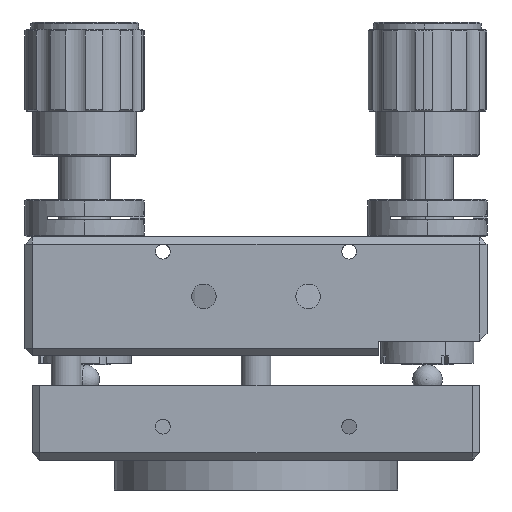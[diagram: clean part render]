
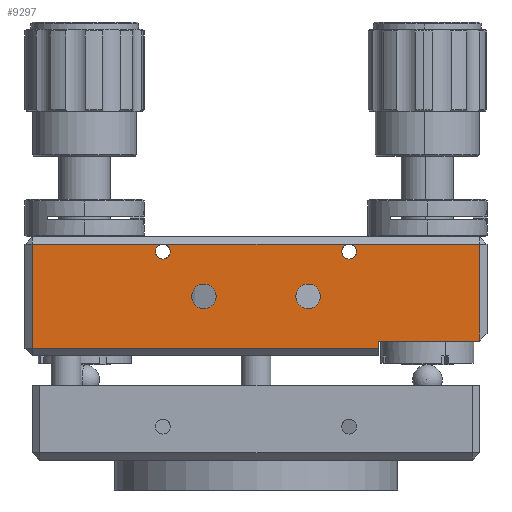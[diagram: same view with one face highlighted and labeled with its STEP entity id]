
A CAD part, front view. The second image highlights one B-rep face of the part: STEP entity #9297.
In plain terms, the highlighted planar face has unit normal (0, -1, 0).
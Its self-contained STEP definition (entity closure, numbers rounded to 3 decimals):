
#31 = EDGE_CURVE ( 'NONE', #4227, #7171, #1858, .T. ) ;
#166 = AXIS2_PLACEMENT_3D ( 'NONE', #170, #13967, #3928 ) ;
#170 = CARTESIAN_POINT ( 'NONE',  ( -31., -31., 8. ) ) ;
#223 = ORIENTED_EDGE ( 'NONE', *, *, #3727, .F. ) ;
#270 = LINE ( 'NONE', #10091, #9677 ) ;
#408 = DIRECTION ( 'NONE',  ( 0., 0., -1. ) ) ;
#646 = ORIENTED_EDGE ( 'NONE', *, *, #11786, .T. ) ;
#699 = EDGE_CURVE ( 'NONE', #13337, #15357, #6701, .T. ) ;
#724 = CIRCLE ( 'NONE', #5539, 1. ) ;
#745 = EDGE_CURVE ( 'NONE', #1275, #13337, #270, .T. ) ;
#758 = LINE ( 'NONE', #14961, #6996 ) ;
#972 = DIRECTION ( 'NONE',  ( 0., 0., -1. ) ) ;
#1007 = CARTESIAN_POINT ( 'NONE',  ( -7., -31., 0. ) ) ;
#1164 = DIRECTION ( 'NONE',  ( 0., -1., 0. ) ) ;
#1218 = VERTEX_POINT ( 'NONE', #15637 ) ;
#1229 = ORIENTED_EDGE ( 'NONE', *, *, #12959, .F. ) ;
#1265 = VECTOR ( 'NONE', #3899, 1000. ) ;
#1275 = VERTEX_POINT ( 'NONE', #5444 ) ;
#1317 = ORIENTED_EDGE ( 'NONE', *, *, #8474, .F. ) ;
#1402 = CIRCLE ( 'NONE', #14896, 1.65 ) ;
#1849 = VERTEX_POINT ( 'NONE', #14938 ) ;
#1858 = CIRCLE ( 'NONE', #3495, 1.65 ) ;
#1997 = DIRECTION ( 'NONE',  ( 0., 0., -1. ) ) ;
#2343 = CIRCLE ( 'NONE', #11874, 1. ) ;
#2357 = ORIENTED_EDGE ( 'NONE', *, *, #6155, .T. ) ;
#2576 = DIRECTION ( 'NONE',  ( 0., 0., -1. ) ) ;
#2823 = CARTESIAN_POINT ( 'NONE',  ( -12.5, -31., 6. ) ) ;
#3003 = LINE ( 'NONE', #12479, #16166 ) ;
#3143 = LINE ( 'NONE', #16207, #5477 ) ;
#3405 = VERTEX_POINT ( 'NONE', #11314 ) ;
#3482 = CARTESIAN_POINT ( 'NONE',  ( -7., -31., 1.65 ) ) ;
#3495 = AXIS2_PLACEMENT_3D ( 'NONE', #12094, #13359, #972 ) ;
#3642 = EDGE_LOOP ( 'NONE', ( #7735, #9167 ) ) ;
#3727 = EDGE_CURVE ( 'NONE', #3799, #12653, #12120, .T. ) ;
#3768 = CARTESIAN_POINT ( 'NONE',  ( 7., -31., 1.65 ) ) ;
#3787 = DIRECTION ( 'NONE',  ( -1., 0., 0. ) ) ;
#3799 = VERTEX_POINT ( 'NONE', #12411 ) ;
#3862 = VECTOR ( 'NONE', #13938, 1000. ) ;
#3899 = DIRECTION ( 'NONE',  ( 1., 0., 0. ) ) ;
#3928 = DIRECTION ( 'NONE',  ( 0., 0., 1. ) ) ;
#3957 = CARTESIAN_POINT ( 'NONE',  ( -12.5, -31., 6. ) ) ;
#4010 = DIRECTION ( 'NONE',  ( 0., 0., -1. ) ) ;
#4227 = VERTEX_POINT ( 'NONE', #7329 ) ;
#4376 = CARTESIAN_POINT ( 'NONE',  ( 16.5, -31., -6. ) ) ;
#4403 = EDGE_CURVE ( 'NONE', #13744, #1275, #15857, .T. ) ;
#4766 = DIRECTION ( 'NONE',  ( 0., 0., -1. ) ) ;
#4885 = ORIENTED_EDGE ( 'NONE', *, *, #8306, .F. ) ;
#5081 = AXIS2_PLACEMENT_3D ( 'NONE', #1007, #1164, #4766 ) ;
#5164 = CARTESIAN_POINT ( 'NONE',  ( 12.5, -31., 7. ) ) ;
#5307 = DIRECTION ( 'NONE',  ( 0., 0., 1. ) ) ;
#5444 = CARTESIAN_POINT ( 'NONE',  ( 30., -31., 7. ) ) ;
#5459 = ORIENTED_EDGE ( 'NONE', *, *, #15327, .T. ) ;
#5477 = VECTOR ( 'NONE', #3787, 1000. ) ;
#5539 = AXIS2_PLACEMENT_3D ( 'NONE', #7594, #15202, #2576 ) ;
#5712 = CARTESIAN_POINT ( 'NONE',  ( 30., -31., -6. ) ) ;
#5797 = VERTEX_POINT ( 'NONE', #11605 ) ;
#5884 = CARTESIAN_POINT ( 'NONE',  ( -31., -31., 7. ) ) ;
#6155 = EDGE_CURVE ( 'NONE', #3405, #15530, #3003, .T. ) ;
#6393 = EDGE_CURVE ( 'NONE', #7171, #4227, #7100, .T. ) ;
#6415 = FACE_BOUND ( 'NONE', #13453, .T. ) ;
#6554 = AXIS2_PLACEMENT_3D ( 'NONE', #2823, #9279, #5307 ) ;
#6701 = CIRCLE ( 'NONE', #6840, 1. ) ;
#6799 = FACE_OUTER_BOUND ( 'NONE', #7045, .T. ) ;
#6840 = AXIS2_PLACEMENT_3D ( 'NONE', #15222, #10196, #4010 ) ;
#6922 = LINE ( 'NONE', #10192, #1265 ) ;
#6996 = VECTOR ( 'NONE', #9742, 1000. ) ;
#7045 = EDGE_LOOP ( 'NONE', ( #12080, #12174, #12680, #10087, #10423, #7553, #4885, #1229, #5459, #2357, #646, #1317 ) ) ;
#7100 = CIRCLE ( 'NONE', #13433, 1.65 ) ;
#7171 = VERTEX_POINT ( 'NONE', #3768 ) ;
#7205 = VECTOR ( 'NONE', #408, 1000. ) ;
#7284 = CIRCLE ( 'NONE', #6554, 1. ) ;
#7329 = CARTESIAN_POINT ( 'NONE',  ( 7., -31., -1.65 ) ) ;
#7553 = ORIENTED_EDGE ( 'NONE', *, *, #9208, .T. ) ;
#7594 = CARTESIAN_POINT ( 'NONE',  ( 12.5, -31., 6. ) ) ;
#7637 = CARTESIAN_POINT ( 'NONE',  ( -30., -31., -7. ) ) ;
#7638 = PLANE ( 'NONE',  #166 ) ;
#7668 = EDGE_CURVE ( 'NONE', #13744, #5797, #3143, .T. ) ;
#7710 = CARTESIAN_POINT ( 'NONE',  ( -12.5, -31., 7. ) ) ;
#7735 = ORIENTED_EDGE ( 'NONE', *, *, #31, .F. ) ;
#8076 = CARTESIAN_POINT ( 'NONE',  ( -7., -31., 0. ) ) ;
#8169 = FACE_BOUND ( 'NONE', #3642, .T. ) ;
#8277 = DIRECTION ( 'NONE',  ( 0., -1., 0. ) ) ;
#8306 = EDGE_CURVE ( 'NONE', #1849, #13635, #2343, .T. ) ;
#8474 = EDGE_CURVE ( 'NONE', #5797, #1218, #13915, .T. ) ;
#8813 = CARTESIAN_POINT ( 'NONE',  ( 30., -31., 8. ) ) ;
#9167 = ORIENTED_EDGE ( 'NONE', *, *, #6393, .F. ) ;
#9208 = EDGE_CURVE ( 'NONE', #13337, #13635, #758, .T. ) ;
#9279 = DIRECTION ( 'NONE',  ( 0., -1., 0. ) ) ;
#9297 = ADVANCED_FACE ( 'NONE', ( #6415, #8169, #6799 ), #7638, .F. ) ;
#9677 = VECTOR ( 'NONE', #11345, 1000. ) ;
#9742 = DIRECTION ( 'NONE',  ( -1., 0., 0. ) ) ;
#10087 = ORIENTED_EDGE ( 'NONE', *, *, #15896, .F. ) ;
#10091 = CARTESIAN_POINT ( 'NONE',  ( -31., -31., 7. ) ) ;
#10192 = CARTESIAN_POINT ( 'NONE',  ( -31., -31., -7. ) ) ;
#10196 = DIRECTION ( 'NONE',  ( 0., -1., 0. ) ) ;
#10423 = ORIENTED_EDGE ( 'NONE', *, *, #699, .F. ) ;
#10861 = DIRECTION ( 'NONE',  ( -1., 0., 0. ) ) ;
#11314 = CARTESIAN_POINT ( 'NONE',  ( -30., -31., 7. ) ) ;
#11323 = VECTOR ( 'NONE', #10861, 1000. ) ;
#11345 = DIRECTION ( 'NONE',  ( -1., 0., 0. ) ) ;
#11605 = CARTESIAN_POINT ( 'NONE',  ( 16.5, -31., -6. ) ) ;
#11730 = LINE ( 'NONE', #5884, #11323 ) ;
#11786 = EDGE_CURVE ( 'NONE', #15530, #1218, #6922, .T. ) ;
#11874 = AXIS2_PLACEMENT_3D ( 'NONE', #3957, #15335, #12743 ) ;
#12080 = ORIENTED_EDGE ( 'NONE', *, *, #7668, .F. ) ;
#12094 = CARTESIAN_POINT ( 'NONE',  ( 7., -31., 0. ) ) ;
#12120 = CIRCLE ( 'NONE', #5081, 1.65 ) ;
#12174 = ORIENTED_EDGE ( 'NONE', *, *, #4403, .T. ) ;
#12411 = CARTESIAN_POINT ( 'NONE',  ( -7., -31., -1.65 ) ) ;
#12479 = CARTESIAN_POINT ( 'NONE',  ( -30., -31., 8. ) ) ;
#12653 = VERTEX_POINT ( 'NONE', #3482 ) ;
#12680 = ORIENTED_EDGE ( 'NONE', *, *, #745, .T. ) ;
#12743 = DIRECTION ( 'NONE',  ( 0., 0., 1. ) ) ;
#12959 = EDGE_CURVE ( 'NONE', #13635, #1849, #7284, .T. ) ;
#13337 = VERTEX_POINT ( 'NONE', #5164 ) ;
#13342 = CARTESIAN_POINT ( 'NONE',  ( 7., -31., 0. ) ) ;
#13359 = DIRECTION ( 'NONE',  ( 0., -1., 0. ) ) ;
#13412 = CARTESIAN_POINT ( 'NONE',  ( 12.5, -31., 5. ) ) ;
#13433 = AXIS2_PLACEMENT_3D ( 'NONE', #13342, #8277, #1997 ) ;
#13453 = EDGE_LOOP ( 'NONE', ( #223, #16116 ) ) ;
#13617 = DIRECTION ( 'NONE',  ( 0., 0., -1. ) ) ;
#13635 = VERTEX_POINT ( 'NONE', #7710 ) ;
#13744 = VERTEX_POINT ( 'NONE', #5712 ) ;
#13753 = EDGE_CURVE ( 'NONE', #12653, #3799, #1402, .T. ) ;
#13915 = LINE ( 'NONE', #4376, #7205 ) ;
#13938 = DIRECTION ( 'NONE',  ( 0., 0., 1. ) ) ;
#13967 = DIRECTION ( 'NONE',  ( 0., 1., 0. ) ) ;
#14516 = DIRECTION ( 'NONE',  ( 0., -1., 0. ) ) ;
#14896 = AXIS2_PLACEMENT_3D ( 'NONE', #8076, #14516, #15522 ) ;
#14938 = CARTESIAN_POINT ( 'NONE',  ( -12.5, -31., 5. ) ) ;
#14961 = CARTESIAN_POINT ( 'NONE',  ( -31., -31., 7. ) ) ;
#15202 = DIRECTION ( 'NONE',  ( 0., -1., 0. ) ) ;
#15222 = CARTESIAN_POINT ( 'NONE',  ( 12.5, -31., 6. ) ) ;
#15327 = EDGE_CURVE ( 'NONE', #13635, #3405, #11730, .T. ) ;
#15335 = DIRECTION ( 'NONE',  ( 0., -1., 0. ) ) ;
#15357 = VERTEX_POINT ( 'NONE', #13412 ) ;
#15522 = DIRECTION ( 'NONE',  ( 0., 0., -1. ) ) ;
#15530 = VERTEX_POINT ( 'NONE', #7637 ) ;
#15637 = CARTESIAN_POINT ( 'NONE',  ( 16.5, -31., -7. ) ) ;
#15857 = LINE ( 'NONE', #8813, #3862 ) ;
#15896 = EDGE_CURVE ( 'NONE', #15357, #13337, #724, .T. ) ;
#16116 = ORIENTED_EDGE ( 'NONE', *, *, #13753, .F. ) ;
#16166 = VECTOR ( 'NONE', #13617, 1000. ) ;
#16207 = CARTESIAN_POINT ( 'NONE',  ( 31., -31., -6. ) ) ;
